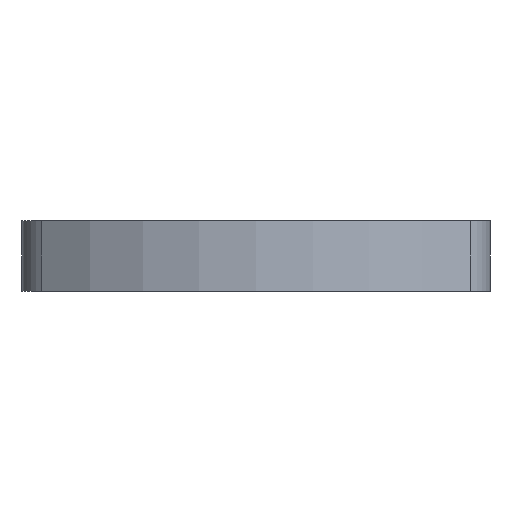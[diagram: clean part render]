
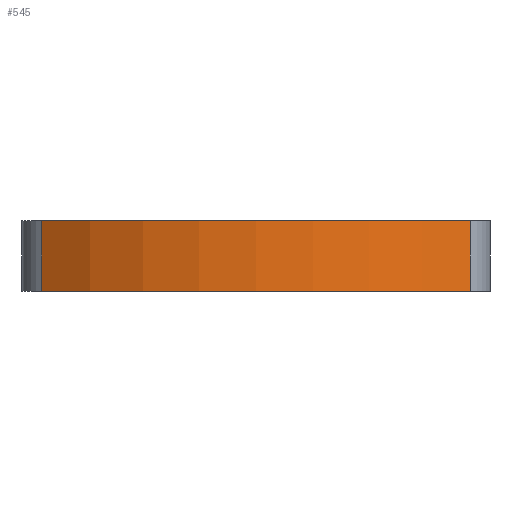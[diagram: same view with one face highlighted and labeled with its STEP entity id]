
A CAD part, front view. The second image highlights one B-rep face of the part: STEP entity #545.
In plain terms, the highlighted cylindrical face has radius 70 mm (diameter 140 mm), a partial arc.
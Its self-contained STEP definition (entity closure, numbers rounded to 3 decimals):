
#6 = CARTESIAN_POINT ( 'NONE',  ( -42.615, -27.534, 14. ) ) ;
#37 = DIRECTION ( 'NONE',  ( 0., 0., 1. ) ) ;
#38 = EDGE_LOOP ( 'NONE', ( #1018, #40, #414, #452 ) ) ;
#40 = ORIENTED_EDGE ( 'NONE', *, *, #1127, .F. ) ;
#130 = DIRECTION ( 'NONE',  ( 1., 0., 0. ) ) ;
#142 = AXIS2_PLACEMENT_3D ( 'NONE', #1028, #1017, #130 ) ;
#178 = LINE ( 'NONE', #709, #1121 ) ;
#184 = VERTEX_POINT ( 'NONE', #6 ) ;
#188 = VERTEX_POINT ( 'NONE', #392 ) ;
#339 = VECTOR ( 'NONE', #514, 1000. ) ;
#340 = CARTESIAN_POINT ( 'NONE',  ( -42.615, -27.534, 14. ) ) ;
#349 = CARTESIAN_POINT ( 'NONE',  ( 42.615, -27.534, 14. ) ) ;
#392 = CARTESIAN_POINT ( 'NONE',  ( 42.615, -27.534, 0. ) ) ;
#414 = ORIENTED_EDGE ( 'NONE', *, *, #1020, .F. ) ;
#450 = EDGE_CURVE ( 'NONE', #664, #188, #531, .T. ) ;
#452 = ORIENTED_EDGE ( 'NONE', *, *, #1099, .T. ) ;
#456 = CARTESIAN_POINT ( 'NONE',  ( -42.615, -27.534, 0. ) ) ;
#514 = DIRECTION ( 'NONE',  ( 0., 0., -1. ) ) ;
#531 = CIRCLE ( 'NONE', #142, 70. ) ;
#545 = ADVANCED_FACE ( 'NONE', ( #866 ), #770, .T. ) ;
#597 = LINE ( 'NONE', #340, #339 ) ;
#604 = CARTESIAN_POINT ( 'NONE',  ( 0., 28., 14. ) ) ;
#664 = VERTEX_POINT ( 'NONE', #456 ) ;
#701 = DIRECTION ( 'NONE',  ( 1., 0., 0. ) ) ;
#709 = CARTESIAN_POINT ( 'NONE',  ( 42.615, -27.534, 14. ) ) ;
#713 = CIRCLE ( 'NONE', #774, 70. ) ;
#770 = CYLINDRICAL_SURFACE ( 'NONE', #847, 70. ) ;
#774 = AXIS2_PLACEMENT_3D ( 'NONE', #604, #37, #701 ) ;
#808 = DIRECTION ( 'NONE',  ( 0., 0., -1. ) ) ;
#847 = AXIS2_PLACEMENT_3D ( 'NONE', #966, #954, #1064 ) ;
#866 = FACE_OUTER_BOUND ( 'NONE', #38, .T. ) ;
#954 = DIRECTION ( 'NONE',  ( 0., 0., -1. ) ) ;
#966 = CARTESIAN_POINT ( 'NONE',  ( 0., 28., 14. ) ) ;
#1017 = DIRECTION ( 'NONE',  ( 0., 0., 1. ) ) ;
#1018 = ORIENTED_EDGE ( 'NONE', *, *, #450, .T. ) ;
#1020 = EDGE_CURVE ( 'NONE', #184, #1186, #713, .T. ) ;
#1028 = CARTESIAN_POINT ( 'NONE',  ( 0., 28., 0. ) ) ;
#1064 = DIRECTION ( 'NONE',  ( -1., 0., 0. ) ) ;
#1099 = EDGE_CURVE ( 'NONE', #184, #664, #597, .T. ) ;
#1121 = VECTOR ( 'NONE', #808, 1000. ) ;
#1127 = EDGE_CURVE ( 'NONE', #1186, #188, #178, .T. ) ;
#1186 = VERTEX_POINT ( 'NONE', #349 ) ;
